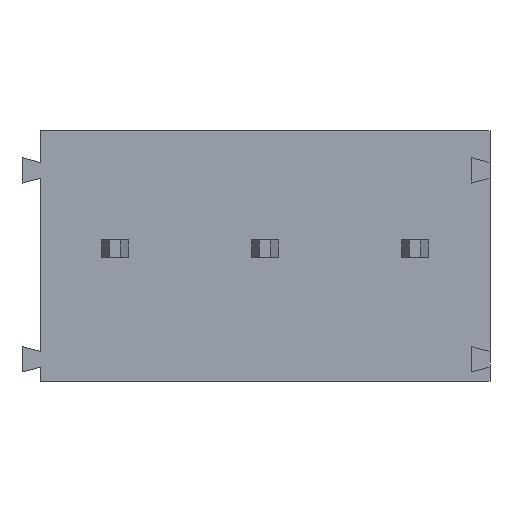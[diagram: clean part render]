
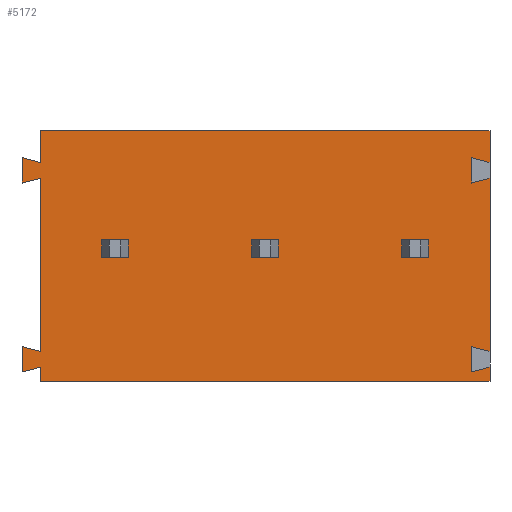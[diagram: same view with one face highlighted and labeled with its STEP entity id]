
A CAD part, front view. The second image highlights one B-rep face of the part: STEP entity #5172.
In plain terms, the highlighted planar face has unit normal (0, -1, 0).
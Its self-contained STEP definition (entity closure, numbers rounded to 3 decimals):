
#14=DIRECTION('',(0.,0.,-1.));
#15=VECTOR('',#14,1.085);
#16=CARTESIAN_POINT('',(0.,0.,8.5));
#17=LINE('',#16,#15);
#30=DIRECTION('',(0.,0.,-1.));
#31=VECTOR('',#30,5.87);
#32=CARTESIAN_POINT('',(0.,0.,6.885));
#33=LINE('',#32,#31);
#46=DIRECTION('',(0.,0.,-1.));
#47=VECTOR('',#46,0.485);
#48=CARTESIAN_POINT('',(0.,0.,0.485));
#49=LINE('',#48,#47);
#1542=DIRECTION('',(0.,0.,-1.));
#1543=VECTOR('',#1542,0.6);
#1544=CARTESIAN_POINT('',(12.25,0.,4.8));
#1545=LINE('',#1544,#1543);
#1546=DIRECTION('',(1.,0.,0.));
#1547=VECTOR('',#1546,0.9);
#1548=CARTESIAN_POINT('',(12.25,0.,4.2));
#1549=LINE('',#1548,#1547);
#1550=DIRECTION('',(0.,0.,-1.));
#1551=VECTOR('',#1550,0.6);
#1552=CARTESIAN_POINT('',(13.15,0.,4.8));
#1553=LINE('',#1552,#1551);
#1554=DIRECTION('',(1.,0.,0.));
#1555=VECTOR('',#1554,0.9);
#1556=CARTESIAN_POINT('',(12.25,0.,4.8));
#1557=LINE('',#1556,#1555);
#1558=DIRECTION('',(0.,0.,-1.));
#1559=VECTOR('',#1558,0.6);
#1560=CARTESIAN_POINT('',(7.17,0.,4.8));
#1561=LINE('',#1560,#1559);
#1562=DIRECTION('',(1.,0.,0.));
#1563=VECTOR('',#1562,0.9);
#1564=CARTESIAN_POINT('',(7.17,0.,4.2));
#1565=LINE('',#1564,#1563);
#1566=DIRECTION('',(0.,0.,-1.));
#1567=VECTOR('',#1566,0.6);
#1568=CARTESIAN_POINT('',(8.07,0.,4.8));
#1569=LINE('',#1568,#1567);
#1570=DIRECTION('',(1.,0.,0.));
#1571=VECTOR('',#1570,0.9);
#1572=CARTESIAN_POINT('',(7.17,0.,4.8));
#1573=LINE('',#1572,#1571);
#1574=DIRECTION('',(0.,0.,-1.));
#1575=VECTOR('',#1574,0.6);
#1576=CARTESIAN_POINT('',(2.09,0.,4.8));
#1577=LINE('',#1576,#1575);
#1578=DIRECTION('',(1.,0.,0.));
#1579=VECTOR('',#1578,0.9);
#1580=CARTESIAN_POINT('',(2.09,0.,4.2));
#1581=LINE('',#1580,#1579);
#1582=DIRECTION('',(0.,0.,-1.));
#1583=VECTOR('',#1582,0.6);
#1584=CARTESIAN_POINT('',(2.99,0.,4.8));
#1585=LINE('',#1584,#1583);
#1586=DIRECTION('',(1.,0.,0.));
#1587=VECTOR('',#1586,0.9);
#1588=CARTESIAN_POINT('',(2.09,0.,4.8));
#1589=LINE('',#1588,#1587);
#1590=DIRECTION('',(1.,0.,0.));
#1591=VECTOR('',#1590,15.24);
#1592=CARTESIAN_POINT('',(0.,0.,8.5));
#1593=LINE('',#1592,#1591);
#1594=DIRECTION('',(-0.966,0.,0.259));
#1595=VECTOR('',#1594,0.632);
#1596=CARTESIAN_POINT('',(15.24,0.,7.415));
#1597=LINE('',#1596,#1595);
#1598=DIRECTION('',(0.,0.,-1.));
#1599=VECTOR('',#1598,0.857);
#1600=CARTESIAN_POINT('',(14.63,0.,7.578));
#1601=LINE('',#1600,#1599);
#1602=DIRECTION('',(0.966,0.,0.259));
#1603=VECTOR('',#1602,0.632);
#1604=CARTESIAN_POINT('',(14.63,0.,6.722));
#1605=LINE('',#1604,#1603);
#1606=DIRECTION('',(-0.966,0.,0.259));
#1607=VECTOR('',#1606,0.632);
#1608=CARTESIAN_POINT('',(15.24,0.,1.015));
#1609=LINE('',#1608,#1607);
#1610=DIRECTION('',(0.,0.,-1.));
#1611=VECTOR('',#1610,0.857);
#1612=CARTESIAN_POINT('',(14.63,0.,1.178));
#1613=LINE('',#1612,#1611);
#1614=DIRECTION('',(0.966,0.,0.259));
#1615=VECTOR('',#1614,0.632);
#1616=CARTESIAN_POINT('',(14.63,0.,0.322));
#1617=LINE('',#1616,#1615);
#1618=DIRECTION('',(-1.,0.,0.));
#1619=VECTOR('',#1618,15.24);
#1620=CARTESIAN_POINT('',(15.24,0.,0.));
#1621=LINE('',#1620,#1619);
#1622=DIRECTION('',(0.966,0.,0.259));
#1623=VECTOR('',#1622,0.632);
#1624=CARTESIAN_POINT('',(-0.61,0.,0.322));
#1625=LINE('',#1624,#1623);
#1626=DIRECTION('',(0.,0.,-1.));
#1627=VECTOR('',#1626,0.857);
#1628=CARTESIAN_POINT('',(-0.61,0.,1.178));
#1629=LINE('',#1628,#1627);
#1630=DIRECTION('',(-0.966,0.,0.259));
#1631=VECTOR('',#1630,0.632);
#1632=CARTESIAN_POINT('',(0.,0.,1.015));
#1633=LINE('',#1632,#1631);
#1634=DIRECTION('',(0.966,0.,0.259));
#1635=VECTOR('',#1634,0.632);
#1636=CARTESIAN_POINT('',(-0.61,0.,6.722));
#1637=LINE('',#1636,#1635);
#1638=DIRECTION('',(0.,0.,-1.));
#1639=VECTOR('',#1638,0.857);
#1640=CARTESIAN_POINT('',(-0.61,0.,7.578));
#1641=LINE('',#1640,#1639);
#1642=DIRECTION('',(-0.966,0.,0.259));
#1643=VECTOR('',#1642,0.632);
#1644=CARTESIAN_POINT('',(0.,0.,7.415));
#1645=LINE('',#1644,#1643);
#1906=DIRECTION('',(0.,0.,-1.));
#1907=VECTOR('',#1906,0.485);
#1908=CARTESIAN_POINT('',(15.24,0.,0.485));
#1909=LINE('',#1908,#1907);
#1922=DIRECTION('',(0.,0.,-1.));
#1923=VECTOR('',#1922,5.87);
#1924=CARTESIAN_POINT('',(15.24,0.,6.885));
#1925=LINE('',#1924,#1923);
#1938=DIRECTION('',(0.,0.,-1.));
#1939=VECTOR('',#1938,1.085);
#1940=CARTESIAN_POINT('',(15.24,0.,8.5));
#1941=LINE('',#1940,#1939);
#2459=CARTESIAN_POINT('',(0.,0.,0.));
#2460=VERTEX_POINT('',#2459);
#2462=CARTESIAN_POINT('',(0.,0.,8.5));
#2464=VERTEX_POINT('',#2462);
#2549=CARTESIAN_POINT('',(2.09,0.,4.8));
#2550=CARTESIAN_POINT('',(2.09,0.,4.2));
#2551=VERTEX_POINT('',#2549);
#2552=VERTEX_POINT('',#2550);
#2553=CARTESIAN_POINT('',(2.99,0.,4.8));
#2554=CARTESIAN_POINT('',(2.99,0.,4.2));
#2555=VERTEX_POINT('',#2553);
#2556=VERTEX_POINT('',#2554);
#2633=CARTESIAN_POINT('',(-0.61,0.,1.178));
#2634=CARTESIAN_POINT('',(-0.61,0.,0.322));
#2635=VERTEX_POINT('',#2633);
#2636=VERTEX_POINT('',#2634);
#2645=CARTESIAN_POINT('',(0.,0.,1.015));
#2646=VERTEX_POINT('',#2645);
#2647=CARTESIAN_POINT('',(0.,0.,0.485));
#2648=VERTEX_POINT('',#2647);
#2649=CARTESIAN_POINT('',(-0.61,0.,7.578));
#2650=CARTESIAN_POINT('',(-0.61,0.,6.722));
#2651=VERTEX_POINT('',#2649);
#2652=VERTEX_POINT('',#2650);
#2661=CARTESIAN_POINT('',(0.,0.,7.415));
#2662=VERTEX_POINT('',#2661);
#2663=CARTESIAN_POINT('',(0.,0.,6.885));
#2664=VERTEX_POINT('',#2663);
#2809=CARTESIAN_POINT('',(7.17,0.,4.8));
#2810=CARTESIAN_POINT('',(7.17,0.,4.2));
#2811=VERTEX_POINT('',#2809);
#2812=VERTEX_POINT('',#2810);
#2813=CARTESIAN_POINT('',(8.07,0.,4.8));
#2814=CARTESIAN_POINT('',(8.07,0.,4.2));
#2815=VERTEX_POINT('',#2813);
#2816=VERTEX_POINT('',#2814);
#2987=CARTESIAN_POINT('',(12.25,0.,4.8));
#2988=CARTESIAN_POINT('',(12.25,0.,4.2));
#2989=VERTEX_POINT('',#2987);
#2990=VERTEX_POINT('',#2988);
#2991=CARTESIAN_POINT('',(13.15,0.,4.8));
#2992=CARTESIAN_POINT('',(13.15,0.,4.2));
#2993=VERTEX_POINT('',#2991);
#2994=VERTEX_POINT('',#2992);
#3033=CARTESIAN_POINT('',(14.63,0.,1.178));
#3034=CARTESIAN_POINT('',(14.63,0.,0.322));
#3035=VERTEX_POINT('',#3033);
#3036=VERTEX_POINT('',#3034);
#3041=CARTESIAN_POINT('',(14.63,0.,7.578));
#3042=CARTESIAN_POINT('',(14.63,0.,6.722));
#3043=VERTEX_POINT('',#3041);
#3044=VERTEX_POINT('',#3042);
#3045=CARTESIAN_POINT('',(15.24,0.,0.));
#3047=VERTEX_POINT('',#3045);
#3054=CARTESIAN_POINT('',(15.24,0.,8.5));
#3056=VERTEX_POINT('',#3054);
#3057=CARTESIAN_POINT('',(15.24,0.,7.415));
#3058=VERTEX_POINT('',#3057);
#3059=CARTESIAN_POINT('',(15.24,0.,6.885));
#3060=CARTESIAN_POINT('',(15.24,0.,1.015));
#3061=VERTEX_POINT('',#3059);
#3062=VERTEX_POINT('',#3060);
#3063=CARTESIAN_POINT('',(15.24,0.,0.485));
#3064=VERTEX_POINT('',#3063);
#5099=CARTESIAN_POINT('',(0.,0.,8.5));
#5100=DIRECTION('',(0.,-1.,0.));
#5101=DIRECTION('',(0.,0.,-1.));
#5102=AXIS2_PLACEMENT_3D('',#5099,#5100,#5101);
#5103=PLANE('',#5102);
#5105=ORIENTED_EDGE('',*,*,#5104,.T.);
#5107=ORIENTED_EDGE('',*,*,#5106,.T.);
#5109=ORIENTED_EDGE('',*,*,#5108,.T.);
#5111=ORIENTED_EDGE('',*,*,#5110,.T.);
#5113=ORIENTED_EDGE('',*,*,#5112,.T.);
#5115=ORIENTED_EDGE('',*,*,#5114,.T.);
#5117=ORIENTED_EDGE('',*,*,#5116,.T.);
#5119=ORIENTED_EDGE('',*,*,#5118,.T.);
#5121=ORIENTED_EDGE('',*,*,#5120,.T.);
#5123=ORIENTED_EDGE('',*,*,#5122,.T.);
#5124=ORIENTED_EDGE('',*,*,#5069,.T.);
#5125=ORIENTED_EDGE('',*,*,#3136,.F.);
#5127=ORIENTED_EDGE('',*,*,#5126,.F.);
#5129=ORIENTED_EDGE('',*,*,#5128,.F.);
#5131=ORIENTED_EDGE('',*,*,#5130,.F.);
#5132=ORIENTED_EDGE('',*,*,#3128,.F.);
#5134=ORIENTED_EDGE('',*,*,#5133,.F.);
#5136=ORIENTED_EDGE('',*,*,#5135,.F.);
#5138=ORIENTED_EDGE('',*,*,#5137,.F.);
#5139=ORIENTED_EDGE('',*,*,#3120,.F.);
#5140=EDGE_LOOP('',(#5105,#5107,#5109,#5111,#5113,#5115,#5117,#5119,#5121,#5123,
#5124,#5125,#5127,#5129,#5131,#5132,#5134,#5136,#5138,#5139));
#5141=FACE_OUTER_BOUND('',#5140,.F.);
#5143=ORIENTED_EDGE('',*,*,#5142,.T.);
#5145=ORIENTED_EDGE('',*,*,#5144,.T.);
#5147=ORIENTED_EDGE('',*,*,#5146,.F.);
#5149=ORIENTED_EDGE('',*,*,#5148,.F.);
#5150=EDGE_LOOP('',(#5143,#5145,#5147,#5149));
#5151=FACE_BOUND('',#5150,.F.);
#5153=ORIENTED_EDGE('',*,*,#5152,.T.);
#5155=ORIENTED_EDGE('',*,*,#5154,.T.);
#5157=ORIENTED_EDGE('',*,*,#5156,.F.);
#5159=ORIENTED_EDGE('',*,*,#5158,.F.);
#5160=EDGE_LOOP('',(#5153,#5155,#5157,#5159));
#5161=FACE_BOUND('',#5160,.F.);
#5163=ORIENTED_EDGE('',*,*,#5162,.T.);
#5165=ORIENTED_EDGE('',*,*,#5164,.T.);
#5167=ORIENTED_EDGE('',*,*,#5166,.F.);
#5169=ORIENTED_EDGE('',*,*,#5168,.F.);
#5170=EDGE_LOOP('',(#5163,#5165,#5167,#5169));
#5171=FACE_BOUND('',#5170,.F.);
#5172=ADVANCED_FACE('',(#5141,#5151,#5161,#5171),#5103,.T.);
#3120=EDGE_CURVE('',#2464,#2662,#17,.T.);
#3128=EDGE_CURVE('',#2664,#2646,#33,.T.);
#3136=EDGE_CURVE('',#2648,#2460,#49,.T.);
#5069=EDGE_CURVE('',#3047,#2460,#1621,.T.);
#5104=EDGE_CURVE('',#2464,#3056,#1593,.T.);
#5106=EDGE_CURVE('',#3056,#3058,#1941,.T.);
#5108=EDGE_CURVE('',#3058,#3043,#1597,.T.);
#5110=EDGE_CURVE('',#3043,#3044,#1601,.T.);
#5112=EDGE_CURVE('',#3044,#3061,#1605,.T.);
#5114=EDGE_CURVE('',#3061,#3062,#1925,.T.);
#5116=EDGE_CURVE('',#3062,#3035,#1609,.T.);
#5118=EDGE_CURVE('',#3035,#3036,#1613,.T.);
#5120=EDGE_CURVE('',#3036,#3064,#1617,.T.);
#5122=EDGE_CURVE('',#3064,#3047,#1909,.T.);
#5126=EDGE_CURVE('',#2636,#2648,#1625,.T.);
#5128=EDGE_CURVE('',#2635,#2636,#1629,.T.);
#5130=EDGE_CURVE('',#2646,#2635,#1633,.T.);
#5133=EDGE_CURVE('',#2652,#2664,#1637,.T.);
#5135=EDGE_CURVE('',#2651,#2652,#1641,.T.);
#5137=EDGE_CURVE('',#2662,#2651,#1645,.T.);
#5142=EDGE_CURVE('',#2811,#2812,#1561,.T.);
#5144=EDGE_CURVE('',#2812,#2816,#1565,.T.);
#5146=EDGE_CURVE('',#2815,#2816,#1569,.T.);
#5148=EDGE_CURVE('',#2811,#2815,#1573,.T.);
#5152=EDGE_CURVE('',#2551,#2552,#1577,.T.);
#5154=EDGE_CURVE('',#2552,#2556,#1581,.T.);
#5156=EDGE_CURVE('',#2555,#2556,#1585,.T.);
#5158=EDGE_CURVE('',#2551,#2555,#1589,.T.);
#5162=EDGE_CURVE('',#2989,#2990,#1545,.T.);
#5164=EDGE_CURVE('',#2990,#2994,#1549,.T.);
#5166=EDGE_CURVE('',#2993,#2994,#1553,.T.);
#5168=EDGE_CURVE('',#2989,#2993,#1557,.T.);
